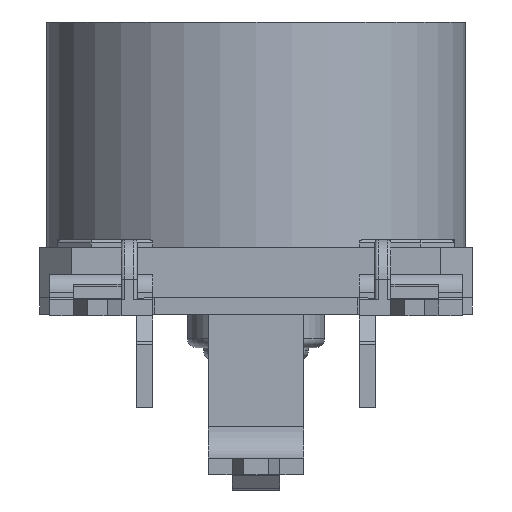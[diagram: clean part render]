
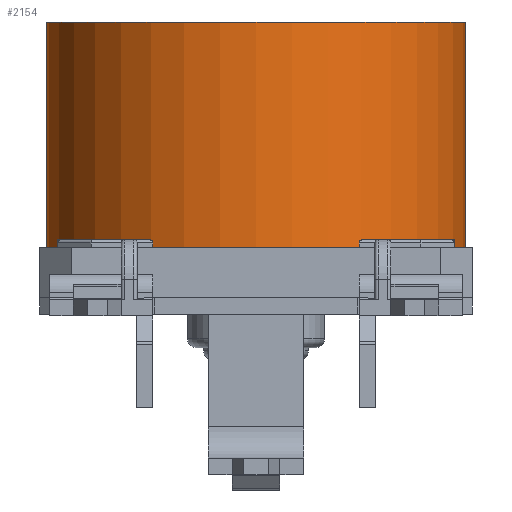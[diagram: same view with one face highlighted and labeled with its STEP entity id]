
A CAD part, front view. The second image highlights one B-rep face of the part: STEP entity #2154.
In plain terms, the highlighted cylindrical face has radius 3.302 mm (diameter 6.604 mm), a partial arc.
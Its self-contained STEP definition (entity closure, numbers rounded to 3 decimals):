
#281 = EDGE_CURVE ( 'NONE', #6240, #4739, #1848, .T. ) ;
#363 = AXIS2_PLACEMENT_3D ( 'NONE', #4593, #7128, #3389 ) ;
#772 = CARTESIAN_POINT ( 'NONE',  ( 0., 5.51, -0.056 ) ) ;
#887 = CIRCLE ( 'NONE', #7698, 3.302 ) ;
#1347 = DIRECTION ( 'NONE',  ( 0., 0., 1. ) ) ;
#1789 = EDGE_LOOP ( 'NONE', ( #3669, #3886, #3368, #5397 ) ) ;
#1848 = LINE ( 'NONE', #7356, #2886 ) ;
#1909 = DIRECTION ( 'NONE',  ( 1., 0., 0. ) ) ;
#1957 = EDGE_CURVE ( 'NONE', #2454, #5964, #3264, .T. ) ;
#2154 = ADVANCED_FACE ( 'NONE', ( #4679 ), #4634, .T. ) ;
#2168 = CARTESIAN_POINT ( 'NONE',  ( -3.302, 5.51, -0.056 ) ) ;
#2349 = EDGE_CURVE ( 'NONE', #5964, #4739, #7700, .T. ) ;
#2454 = VERTEX_POINT ( 'NONE', #2168 ) ;
#2504 = CARTESIAN_POINT ( 'NONE',  ( -3.302, 5.51, -0.056 ) ) ;
#2886 = VECTOR ( 'NONE', #6038, 1000. ) ;
#3264 = LINE ( 'NONE', #2504, #7439 ) ;
#3368 = ORIENTED_EDGE ( 'NONE', *, *, #281, .T. ) ;
#3389 = DIRECTION ( 'NONE',  ( 1., 0., 0. ) ) ;
#3476 = CARTESIAN_POINT ( 'NONE',  ( 3.302, 5.51, 3.5 ) ) ;
#3533 = CARTESIAN_POINT ( 'NONE',  ( 3.302, 5.51, -0.056 ) ) ;
#3569 = EDGE_CURVE ( 'NONE', #2454, #6240, #887, .T. ) ;
#3669 = ORIENTED_EDGE ( 'NONE', *, *, #1957, .F. ) ;
#3886 = ORIENTED_EDGE ( 'NONE', *, *, #3569, .T. ) ;
#4245 = AXIS2_PLACEMENT_3D ( 'NONE', #5575, #6132, #4353 ) ;
#4353 = DIRECTION ( 'NONE',  ( 1., 0., 0. ) ) ;
#4593 = CARTESIAN_POINT ( 'NONE',  ( 0., 5.51, -0.056 ) ) ;
#4634 = CYLINDRICAL_SURFACE ( 'NONE', #363, 3.302 ) ;
#4679 = FACE_OUTER_BOUND ( 'NONE', #1789, .T. ) ;
#4739 = VERTEX_POINT ( 'NONE', #3476 ) ;
#5397 = ORIENTED_EDGE ( 'NONE', *, *, #2349, .F. ) ;
#5575 = CARTESIAN_POINT ( 'NONE',  ( 0., 5.51, 3.5 ) ) ;
#5964 = VERTEX_POINT ( 'NONE', #6599 ) ;
#6038 = DIRECTION ( 'NONE',  ( 0., 0., 1. ) ) ;
#6132 = DIRECTION ( 'NONE',  ( 0., 0., 1. ) ) ;
#6222 = DIRECTION ( 'NONE',  ( 0., 0., 1. ) ) ;
#6240 = VERTEX_POINT ( 'NONE', #3533 ) ;
#6599 = CARTESIAN_POINT ( 'NONE',  ( -3.302, 5.51, 3.5 ) ) ;
#7128 = DIRECTION ( 'NONE',  ( 0., 0., 1. ) ) ;
#7356 = CARTESIAN_POINT ( 'NONE',  ( 3.302, 5.51, -0.056 ) ) ;
#7439 = VECTOR ( 'NONE', #6222, 1000. ) ;
#7698 = AXIS2_PLACEMENT_3D ( 'NONE', #772, #1347, #1909 ) ;
#7700 = CIRCLE ( 'NONE', #4245, 3.302 ) ;
